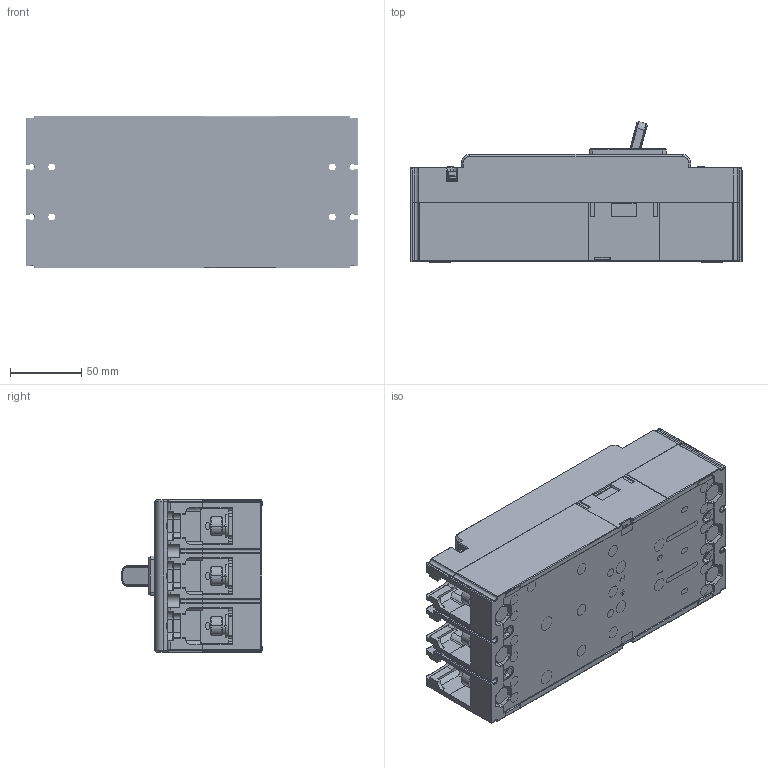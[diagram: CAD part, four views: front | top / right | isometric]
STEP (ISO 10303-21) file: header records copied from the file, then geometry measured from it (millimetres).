
FILE_DESCRIPTION((''),'2;1');
FILE_NAME('DZ20-250_ASM','2023-11-07T',('xianrao.mao'),(''),'PRO/ENGINEER BY PARAMETRIC TECHNOLOGY CORPORATION, 2015440','PRO/ENGINEER BY PARAMETRIC TECHNOLOGY CORPORATION, 2015440','');
FILE_SCHEMA(('CONFIG_CONTROL_DESIGN'));
Products named in the file (42): JZ-5024051300_214; GB_T809-M3X12_3; 5024051300_ASM_59_ASM; 8551033200_3; 5551069600_ASM_10_ASM; 7010100308J_GB_T823_M3X11_2; 7090300201_GB_T93_3_3; GB_T97_4_3_2; 5850007800_ASM_1_ASM; GB_T70_1-M8X20_1; 7090200704_GB_T97_1_8_2; 7090370701K_GB_T93_8_3; 5850004100_AF0_ASM_1_ASM; 5850004100_AF1_ASM_1_ASM; 5850004100_AF2_ASM_1_ASM; 5850004100_AF3_ASM_1_ASM; 5850004100_AF6_ASM_1_ASM; 5850004100_AF7_ASM_1_ASM; 8750030000_1; 8751002200_1; 8940007200_1; 5850007600_ASM_1_ASM; 8585080500_41; 85050241P03_3; 85050242P03_4; 55510698B0_ASM_16_ASM; 5551128800_AF1_ASM_35_ASM; 5551128800_AF2_ASM_35_ASM; 5551128800_AF4_ASM_35_ASM; 5040004900_ASM_4_ASM; 5295015800_AF0_ASM_6_ASM; 8253076600_1; 5253029200_ASM_1_ASM; 8750030100_1; 8742138600_23; 8315114900_134; 8282018100_AF0_2; 8253077300_1; 5315066400_ASM_52_ASM; 7030100225_GB_T9074_4-M3X30_2 ...
Assembly tree (106 placements, depth 4):
  DZ20-250_ASM
    2253055700_ASM_30_ASM
      5024051300_ASM_59_ASM
        JZ-5024051300_214
        GB_T809-M3X12_3  x4
      5551069600_ASM_10_ASM  x3
        8551033200_3
      5850007800_ASM_1_ASM  x12
        7010100308J_GB_T823_M3X11_2
        7090300201_GB_T93_3_3
        GB_T97_4_3_2
      5850004100_AF0_ASM_1_ASM
        GB_T70_1-M8X20_1
        7090200704_GB_T97_1_8_2
        7090370701K_GB_T93_8_3
      5850004100_AF1_ASM_1_ASM
        GB_T70_1-M8X20_1
        7090200704_GB_T97_1_8_2
        7090370701K_GB_T93_8_3
      5850004100_AF2_ASM_1_ASM
        GB_T70_1-M8X20_1
        7090200704_GB_T97_1_8_2
        7090370701K_GB_T93_8_3
      5850004100_AF3_ASM_1_ASM
        GB_T70_1-M8X20_1
        7090200704_GB_T97_1_8_2
        7090370701K_GB_T93_8_3
      5850004100_AF6_ASM_1_ASM
        GB_T70_1-M8X20_1
        7090200704_GB_T97_1_8_2
        7090370701K_GB_T93_8_3
      5850004100_AF7_ASM_1_ASM
        GB_T70_1-M8X20_1
        7090200704_GB_T97_1_8_2
        7090370701K_GB_T93_8_3
      8750030000_1  x3
      8751002200_1  x3
      8940007200_1  x6
      5850007600_ASM_1_ASM  x7
      5551128800_AF1_ASM_35_ASM
        8585080500_41
        85050241P03_3  x2
        85050242P03_4  x2
        55510698B0_ASM_16_ASM
      5551128800_AF2_ASM_35_ASM
        8585080500_41
        85050241P03_3  x2
        85050242P03_4  x2
        55510698B0_ASM_16_ASM
      5551128800_AF4_ASM_35_ASM
        8585080500_41
        85050241P03_3  x2
        85050242P03_4  x2
        55510698B0_ASM_16_ASM
      5295015800_AF0_ASM_6_ASM
        5040004900_ASM_4_ASM
      5253029200_ASM_1_ASM
        8253076600_1
      8750030100_1  x3
      8742138600_23
Bounding box: 232.5 x 98.58 x 107 mm (x, y, z)
Volume: 1580263.5 mm3; surface area: 302575.1 mm2
Topology: 89 solids, 130 shells, 5047 faces, 13091 edges, 8385 vertices
Faces by surface type: plane 2791, cylinder 1485, torus 304, cone 230, extrusion 112, sphere 81, bspline 44
Entity records: 122767 total; most frequent: CARTESIAN_POINT 27525, ORIENTED_EDGE 19714, DIRECTION 19626, EDGE_CURVE 9873, VECTOR 6934, LINE 6822, VERTEX_POINT 6379, AXIS2_PLACEMENT_3D 6346
